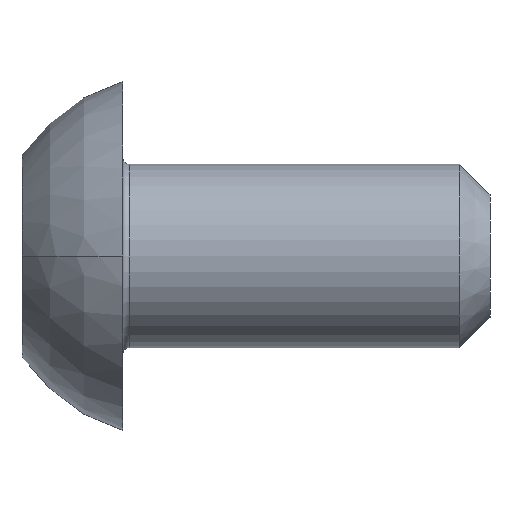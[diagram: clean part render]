
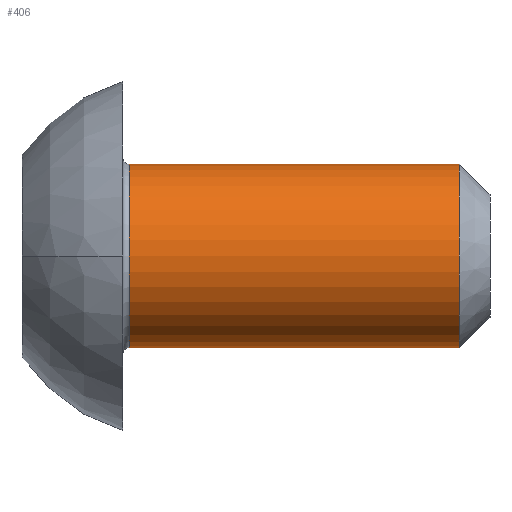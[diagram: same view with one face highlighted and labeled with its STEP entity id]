
A CAD part, front view. The second image highlights one B-rep face of the part: STEP entity #406.
In plain terms, the highlighted cylindrical face has radius 1.5 mm (diameter 3 mm), a partial arc.
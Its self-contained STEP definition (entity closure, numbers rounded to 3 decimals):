
#18 = VERTEX_POINT ( 'NONE', #909 ) ;
#48 = VERTEX_POINT ( 'NONE', #552 ) ;
#67 = DIRECTION ( 'NONE',  ( 0., 0., -1. ) ) ;
#115 = CYLINDRICAL_SURFACE ( 'NONE', #660, 1.5 ) ;
#124 = ORIENTED_EDGE ( 'NONE', *, *, #737, .T. ) ;
#126 = CARTESIAN_POINT ( 'NONE',  ( 7.15, 0., 0. ) ) ;
#142 = EDGE_LOOP ( 'NONE', ( #532, #124, #780, #334 ) ) ;
#206 = DIRECTION ( 'NONE',  ( 0., 0., -1. ) ) ;
#231 = CARTESIAN_POINT ( 'NONE',  ( 7.15, 0., 1.5 ) ) ;
#249 = CARTESIAN_POINT ( 'NONE',  ( 1.75, 0., -1.5 ) ) ;
#277 = CARTESIAN_POINT ( 'NONE',  ( 1.75, 0., 0. ) ) ;
#334 = ORIENTED_EDGE ( 'NONE', *, *, #744, .F. ) ;
#358 = DIRECTION ( 'NONE',  ( 0., 0., -1. ) ) ;
#359 = DIRECTION ( 'NONE',  ( -1., 0., 0. ) ) ;
#406 = ADVANCED_FACE ( 'NONE', ( #521 ), #115, .T. ) ;
#412 = LINE ( 'NONE', #590, #596 ) ;
#425 = VERTEX_POINT ( 'NONE', #231 ) ;
#506 = CARTESIAN_POINT ( 'NONE',  ( 7.65, 0., -1.5 ) ) ;
#521 = FACE_OUTER_BOUND ( 'NONE', #142, .T. ) ;
#523 = AXIS2_PLACEMENT_3D ( 'NONE', #126, #663, #206 ) ;
#531 = AXIS2_PLACEMENT_3D ( 'NONE', #277, #827, #358 ) ;
#532 = ORIENTED_EDGE ( 'NONE', *, *, #731, .T. ) ;
#537 = DIRECTION ( 'NONE',  ( -1., 0., 0. ) ) ;
#552 = CARTESIAN_POINT ( 'NONE',  ( 1.75, 0., 1.5 ) ) ;
#586 = VERTEX_POINT ( 'NONE', #249 ) ;
#590 = CARTESIAN_POINT ( 'NONE',  ( 7.65, 0., 1.5 ) ) ;
#596 = VECTOR ( 'NONE', #359, 1000. ) ;
#609 = CIRCLE ( 'NONE', #523, 1.5 ) ;
#660 = AXIS2_PLACEMENT_3D ( 'NONE', #903, #537, #67 ) ;
#663 = DIRECTION ( 'NONE',  ( -1., 0., 0. ) ) ;
#679 = EDGE_CURVE ( 'NONE', #48, #586, #846, .T. ) ;
#731 = EDGE_CURVE ( 'NONE', #18, #425, #609, .T. ) ;
#737 = EDGE_CURVE ( 'NONE', #425, #48, #412, .T. ) ;
#744 = EDGE_CURVE ( 'NONE', #18, #586, #975, .T. ) ;
#780 = ORIENTED_EDGE ( 'NONE', *, *, #679, .T. ) ;
#787 = VECTOR ( 'NONE', #887, 1000. ) ;
#827 = DIRECTION ( 'NONE',  ( 1., 0., 0. ) ) ;
#846 = CIRCLE ( 'NONE', #531, 1.5 ) ;
#887 = DIRECTION ( 'NONE',  ( -1., 0., 0. ) ) ;
#903 = CARTESIAN_POINT ( 'NONE',  ( 7.65, 0., 0. ) ) ;
#909 = CARTESIAN_POINT ( 'NONE',  ( 7.15, 0., -1.5 ) ) ;
#975 = LINE ( 'NONE', #506, #787 ) ;
